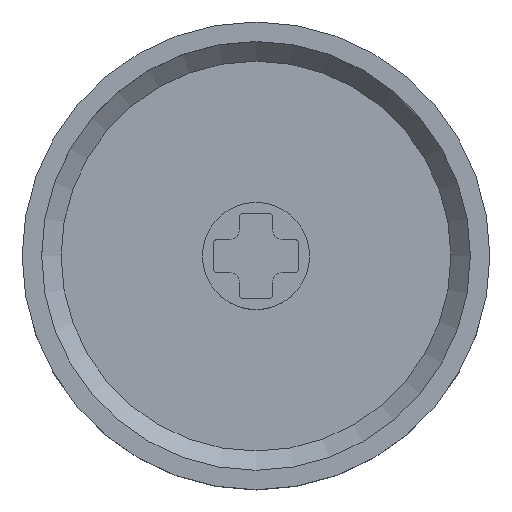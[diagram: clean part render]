
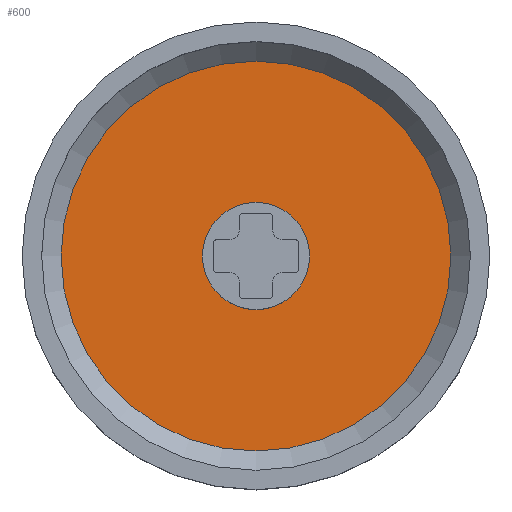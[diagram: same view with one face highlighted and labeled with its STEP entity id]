
A CAD part, top view. The second image highlights one B-rep face of the part: STEP entity #600.
In plain terms, the highlighted planar face has unit normal (0, 0, 1).
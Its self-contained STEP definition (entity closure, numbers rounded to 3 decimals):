
#16=FACE_BOUND('',#114,.T.);
#31=PLANE('',#677);
#78=FACE_OUTER_BOUND('',#113,.T.);
#113=EDGE_LOOP('',(#550));
#114=EDGE_LOOP('',(#551));
#243=CIRCLE('',#641,2.75);
#256=CIRCLE('',#678,10.);
#287=VERTEX_POINT('',#937);
#312=VERTEX_POINT('',#1036);
#346=EDGE_CURVE('',#287,#287,#243,.T.);
#395=EDGE_CURVE('',#312,#312,#256,.T.);
#550=ORIENTED_EDGE('',*,*,#395,.F.);
#551=ORIENTED_EDGE('',*,*,#346,.T.);
#600=ADVANCED_FACE('',(#78,#16),#31,.T.);
#641=AXIS2_PLACEMENT_3D('',#939,#745,#746);
#677=AXIS2_PLACEMENT_3D('',#1035,#853,#854);
#678=AXIS2_PLACEMENT_3D('',#1037,#855,#856);
#745=DIRECTION('center_axis',(0.,0.,-1.));
#746=DIRECTION('ref_axis',(-1.,0.,0.));
#853=DIRECTION('center_axis',(0.,0.,1.));
#854=DIRECTION('ref_axis',(1.,0.,0.));
#855=DIRECTION('center_axis',(0.,0.,-1.));
#856=DIRECTION('ref_axis',(1.,0.,0.));
#937=CARTESIAN_POINT('',(2.75,0.,1.8));
#939=CARTESIAN_POINT('Origin',(0.,0.,1.8));
#1035=CARTESIAN_POINT('Origin',(0.,0.,1.8));
#1036=CARTESIAN_POINT('',(-10.,0.,1.8));
#1037=CARTESIAN_POINT('Origin',(0.,0.,1.8));
